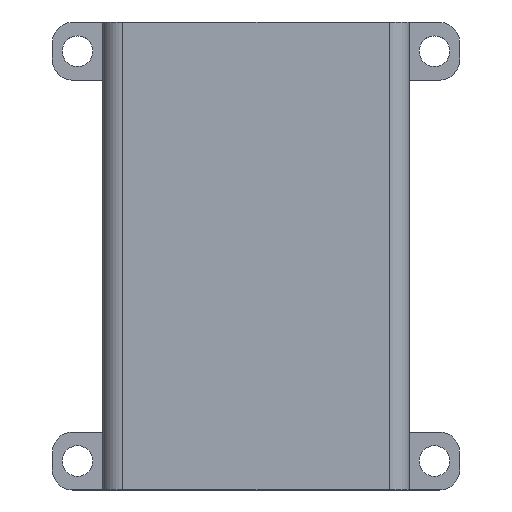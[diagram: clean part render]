
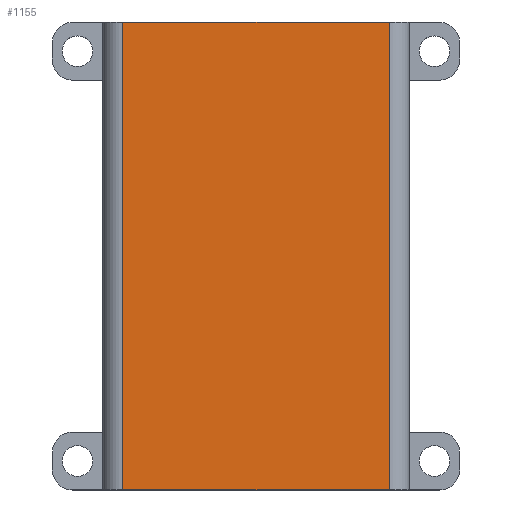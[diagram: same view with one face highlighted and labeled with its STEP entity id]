
A CAD part, top view. The second image highlights one B-rep face of the part: STEP entity #1155.
In plain terms, the highlighted planar face has unit normal (0, 0, 1).
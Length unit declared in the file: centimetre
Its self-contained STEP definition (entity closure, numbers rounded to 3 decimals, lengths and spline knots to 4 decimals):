
#49 = VERTEX_POINT ( 'NONE', #1046 ) ;
#106 = PLANE ( 'NONE',  #1194 ) ;
#123 = LINE ( 'NONE', #978, #514 ) ;
#131 = EDGE_CURVE ( 'NONE', #49, #365, #123, .T. ) ;
#228 = CARTESIAN_POINT ( 'NONE',  ( -1.525, 4.65, 1.075 ) ) ;
#269 = LINE ( 'NONE', #593, #634 ) ;
#273 = ORIENTED_EDGE ( 'NONE', *, *, #658, .F. ) ;
#311 = ORIENTED_EDGE ( 'NONE', *, *, #329, .T. ) ;
#329 = EDGE_CURVE ( 'NONE', #583, #388, #820, .T. ) ;
#365 = VERTEX_POINT ( 'NONE', #1226 ) ;
#369 = ORIENTED_EDGE ( 'NONE', *, *, #131, .T. ) ;
#384 = ORIENTED_EDGE ( 'NONE', *, *, #481, .T. ) ;
#388 = VERTEX_POINT ( 'NONE', #1359 ) ;
#481 = EDGE_CURVE ( 'NONE', #365, #583, #880, .T. ) ;
#500 = VECTOR ( 'NONE', #1073, 100. ) ;
#514 = VECTOR ( 'NONE', #542, 100. ) ;
#520 = CARTESIAN_POINT ( 'NONE',  ( 1.325, 4.65, 1.075 ) ) ;
#540 = DIRECTION ( 'NONE',  ( 0., 0., -1. ) ) ;
#542 = DIRECTION ( 'NONE',  ( 0., -1., 0. ) ) ;
#583 = VERTEX_POINT ( 'NONE', #870 ) ;
#593 = CARTESIAN_POINT ( 'NONE',  ( -1.525, 4.65, 1.075 ) ) ;
#634 = VECTOR ( 'NONE', #989, 100. ) ;
#658 = EDGE_CURVE ( 'NONE', #49, #388, #269, .T. ) ;
#660 = CARTESIAN_POINT ( 'NONE',  ( -1.525, 0., 1.075 ) ) ;
#820 = LINE ( 'NONE', #520, #1151 ) ;
#829 = DIRECTION ( 'NONE',  ( 0., 1., 0. ) ) ;
#870 = CARTESIAN_POINT ( 'NONE',  ( 1.325, 0., 1.075 ) ) ;
#880 = LINE ( 'NONE', #660, #500 ) ;
#922 = EDGE_LOOP ( 'NONE', ( #273, #369, #384, #311 ) ) ;
#956 = DIRECTION ( 'NONE',  ( -1., 0., 0. ) ) ;
#978 = CARTESIAN_POINT ( 'NONE',  ( -1.325, 4.65, 1.075 ) ) ;
#989 = DIRECTION ( 'NONE',  ( 1., 0., 0. ) ) ;
#1046 = CARTESIAN_POINT ( 'NONE',  ( -1.325, 4.65, 1.075 ) ) ;
#1073 = DIRECTION ( 'NONE',  ( 1., 0., 0. ) ) ;
#1151 = VECTOR ( 'NONE', #829, 100. ) ;
#1155 = ADVANCED_FACE ( 'NONE', ( #1161 ), #106, .F. ) ;
#1161 = FACE_OUTER_BOUND ( 'NONE', #922, .T. ) ;
#1194 = AXIS2_PLACEMENT_3D ( 'NONE', #228, #540, #956 ) ;
#1226 = CARTESIAN_POINT ( 'NONE',  ( -1.325, 0., 1.075 ) ) ;
#1359 = CARTESIAN_POINT ( 'NONE',  ( 1.325, 4.65, 1.075 ) ) ;
